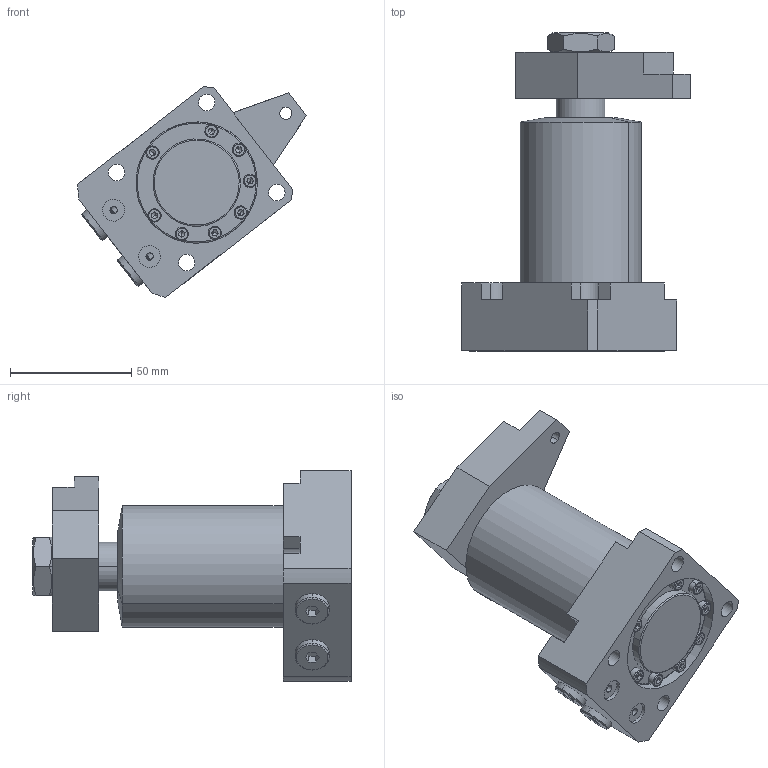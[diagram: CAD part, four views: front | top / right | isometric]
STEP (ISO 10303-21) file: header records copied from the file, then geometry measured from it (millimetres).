
FILE_DESCRIPTION (( 'STEP AP214' ), '1' );
FILE_NAME ('CPF-35DL(R)-90G.STEP', '2019-04-13T06:24:16', ( '' ), ( '' ), 'SwSTEP 2.0', 'SolidWorks 2016', '' );
FILE_SCHEMA (( 'AUTOMOTIVE_DESIGN' ));
Length unit declared in the file: millimetre
Products named in the file (10): CPF-35DL(R)-90G; 黑芛; 掛极; 綴裔; hex thin nuts grades ab gb_GB_FASTENER_NUT_STNABTT M16X1.5-N_1; CPF-35USL-90G-揤旋_1; 詩紩_1; 菜遠; hexagon socket head cap screws gb_GB_FASTENER_SCREWS_HSHCS M3X12-S_1; CPF-35USL-90G-01
Assembly tree (17 placements, depth 2):
  CPF-35DL(R)-90G
    CPF-35USL-90G-01
    hexagon socket head cap screws gb_GB_FASTENER_SCREWS_HSHCS M3X12-S_1  x8
    菜遠
    詩紩_1
    CPF-35USL-90G-揤旋_1
    hex thin nuts grades ab gb_GB_FASTENER_NUT_STNABTT M16X1.5-N_1
    綴裔
    掛极
    黑芛  x2
Bounding box: 94.13 x 131 x 86.86 mm (x, y, z)
Volume: 250122.4 mm3; surface area: 73871.5 mm2
Topology: 17 solids, 17 shells, 2347 faces, 4948 edges, 2640 vertices
Faces by surface type: cone 1275, cylinder 805, plane 217, bspline 25, torus 16, sphere 9
Entity records: 20304 total; most frequent: CARTESIAN_POINT 6407, DIRECTION 2955, ORIENTED_EDGE 2654, EDGE_CURVE 1327, AXIS2_PLACEMENT_3D 1184, VERTEX_POINT 788, EDGE_LOOP 675, ADVANCED_FACE 591
